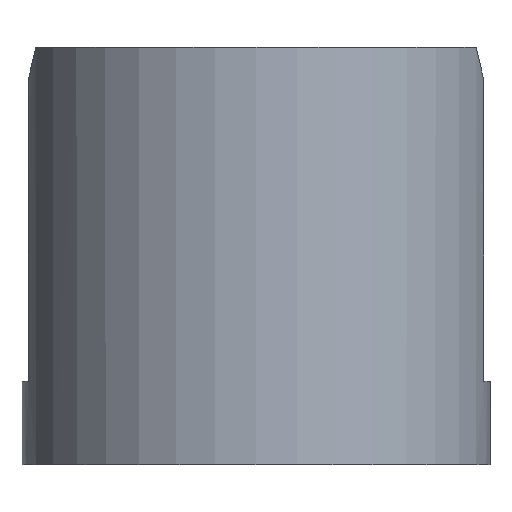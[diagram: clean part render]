
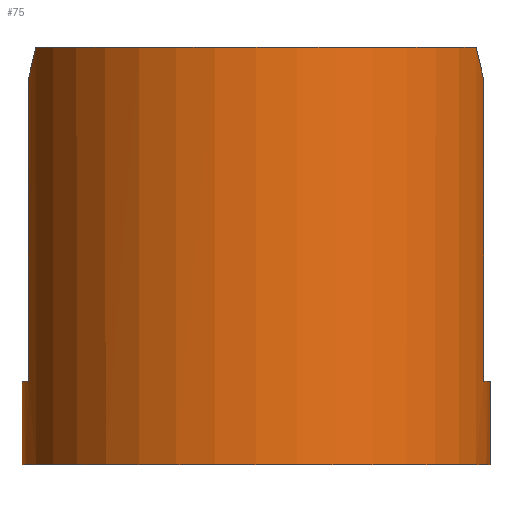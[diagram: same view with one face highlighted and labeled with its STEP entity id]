
A CAD part, left-side view. The second image highlights one B-rep face of the part: STEP entity #75.
In plain terms, the highlighted cylindrical face has radius 2.8 mm (diameter 5.6 mm), a partial arc.
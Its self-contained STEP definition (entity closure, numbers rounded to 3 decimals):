
#75=ADVANCED_FACE('',(#102),#103,.T.);
#102=FACE_OUTER_BOUND('',#154,.T.);
#103=CYLINDRICAL_SURFACE('',#155,2.8);
#154=EDGE_LOOP('',(#206,#207,#208,#209,#210,#211,#212,#213,#214,#215));
#155=AXIS2_PLACEMENT_3D('',#216,#217,#218);
#206=ORIENTED_EDGE('',*,*,#412,.F.);
#207=ORIENTED_EDGE('',*,*,#413,.T.);
#208=ORIENTED_EDGE('',*,*,#414,.F.);
#209=ORIENTED_EDGE('',*,*,#415,.T.);
#210=ORIENTED_EDGE('',*,*,#416,.T.);
#211=ORIENTED_EDGE('',*,*,#417,.F.);
#212=ORIENTED_EDGE('',*,*,#418,.T.);
#213=ORIENTED_EDGE('',*,*,#419,.F.);
#214=ORIENTED_EDGE('',*,*,#420,.T.);
#215=ORIENTED_EDGE('',*,*,#421,.T.);
#216=CARTESIAN_POINT('',(5.9,-4.034,0.0));
#217=DIRECTION('',(0.0,0.0,1.0));
#218=DIRECTION('',(0.,1.0,0.0));
#412=EDGE_CURVE('',#476,#477,#478,.T.);
#413=EDGE_CURVE('',#476,#479,#480,.T.);
#414=EDGE_CURVE('',#481,#479,#482,.T.);
#415=EDGE_CURVE('',#481,#483,#484,.T.);
#416=EDGE_CURVE('',#483,#485,#486,.T.);
#417=EDGE_CURVE('',#487,#485,#488,.T.);
#418=EDGE_CURVE('',#487,#489,#490,.T.);
#419=EDGE_CURVE('',#491,#489,#492,.T.);
#420=EDGE_CURVE('',#491,#493,#494,.T.);
#421=EDGE_CURVE('',#493,#477,#495,.T.);
#476=VERTEX_POINT('',#580);
#477=VERTEX_POINT('',#581);
#478=LINE('',#582,#583);
#479=VERTEX_POINT('',#584);
#480=CIRCLE('',#585,2.8);
#481=VERTEX_POINT('',#586);
#482=LINE('',#587,#588);
#483=VERTEX_POINT('',#589);
#484=CIRCLE('',#590,2.8);
#485=VERTEX_POINT('',#591);
#486=LINE('',#592,#593);
#487=VERTEX_POINT('',#594);
#488=ELLIPSE('',#595,4.667,2.8);
#489=VERTEX_POINT('',#596);
#490=CIRCLE('',#597,2.8);
#491=VERTEX_POINT('',#598);
#492=ELLIPSE('',#599,4.667,2.8);
#493=VERTEX_POINT('',#600);
#494=LINE('',#601,#602);
#495=CIRCLE('',#603,2.8);
#580=CARTESIAN_POINT('',(5.9,-1.234,0.0));
#581=CARTESIAN_POINT('',(5.9,-1.234,1.));
#582=CARTESIAN_POINT('',(5.9,-1.234,0.0));
#583=VECTOR('',#736,1.0);
#584=CARTESIAN_POINT('',(5.9,-6.834,0.0));
#585=AXIS2_PLACEMENT_3D('',#737,#738,#739);
#586=CARTESIAN_POINT('',(5.9,-6.834,1.));
#587=CARTESIAN_POINT('',(5.9,-6.834,0.0));
#588=VECTOR('',#740,1.0);
#589=CARTESIAN_POINT('',(5.25,-6.757,1.));
#590=AXIS2_PLACEMENT_3D('',#741,#742,#743);
#591=CARTESIAN_POINT('',(5.25,-6.757,4.6));
#592=CARTESIAN_POINT('',(5.25,-6.757,3.0));
#593=VECTOR('',#744,10.0);
#594=CARTESIAN_POINT('',(4.95,-6.667,5.0));
#595=AXIS2_PLACEMENT_3D('',#745,#746,#747);
#596=CARTESIAN_POINT('',(4.95,-1.4,5.0));
#597=AXIS2_PLACEMENT_3D('',#748,#749,#750);
#598=CARTESIAN_POINT('',(5.25,-1.31,4.6));
#599=AXIS2_PLACEMENT_3D('',#751,#752,#753);
#600=CARTESIAN_POINT('',(5.25,-1.31,1.));
#601=CARTESIAN_POINT('',(5.25,-1.31,3.0));
#602=VECTOR('',#754,10.0);
#603=AXIS2_PLACEMENT_3D('',#755,#756,#757);
#736=DIRECTION('',(0.0,0.0,1.0));
#737=CARTESIAN_POINT('',(5.9,-4.034,0.0));
#738=DIRECTION('',(0.0,0.0,1.0));
#739=DIRECTION('',(0.,1.0,0.0));
#740=DIRECTION('',(-0.0,-0.0,-1.0));
#741=CARTESIAN_POINT('',(5.9,-4.034,1.));
#742=DIRECTION('',(0.,0.,-1.0));
#743=DIRECTION('',(0.,1.0,0.));
#744=DIRECTION('',(0.0,0.0,1.0));
#745=CARTESIAN_POINT('',(5.9,-4.034,3.733));
#746=DIRECTION('',(0.8,0.,0.6));
#747=DIRECTION('',(-0.6,0.,0.8));
#748=CARTESIAN_POINT('',(5.9,-4.034,5.0));
#749=DIRECTION('',(0.0,0.0,-1.0));
#750=DIRECTION('',(0.,1.0,0.0));
#751=CARTESIAN_POINT('',(5.9,-4.034,3.733));
#752=DIRECTION('',(0.8,0.,0.6));
#753=DIRECTION('',(-0.6,0.,0.8));
#754=DIRECTION('',(0.0,0.0,-1.0));
#755=CARTESIAN_POINT('',(5.9,-4.034,1.));
#756=DIRECTION('',(0.,0.,-1.0));
#757=DIRECTION('',(0.,1.0,0.));
